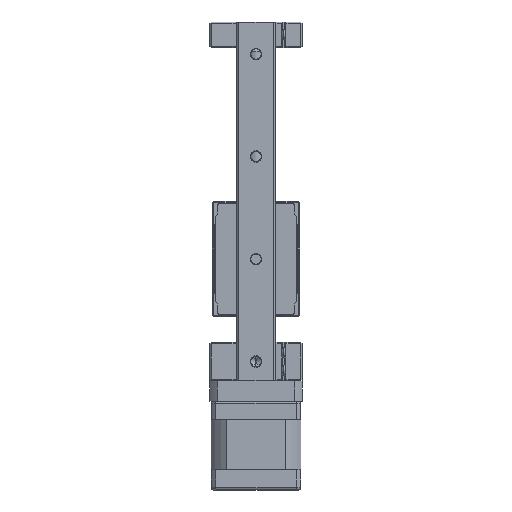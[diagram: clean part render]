
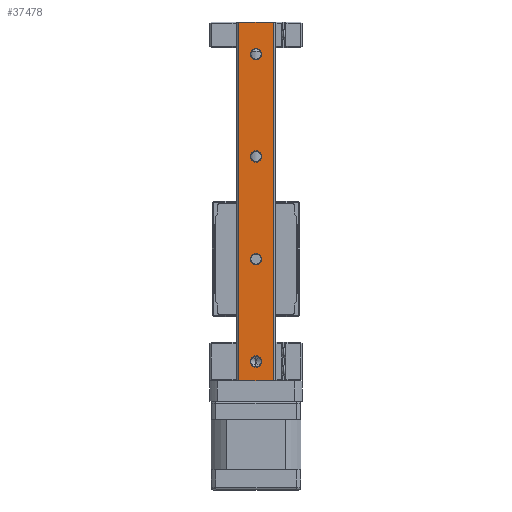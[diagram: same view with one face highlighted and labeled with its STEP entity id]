
A CAD part, front view. The second image highlights one B-rep face of the part: STEP entity #37478.
In plain terms, the highlighted planar face has unit normal (0, -1, 0).
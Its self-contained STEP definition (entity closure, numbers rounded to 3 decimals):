
#7 = VERTEX_POINT ( 'NONE', #40191 ) ;
#524 = EDGE_CURVE ( 'NONE', #27074, #37490, #2467, .T. ) ;
#704 = ORIENTED_EDGE ( 'NONE', *, *, #27995, .T. ) ;
#705 = ORIENTED_EDGE ( 'NONE', *, *, #22913, .T. ) ;
#891 = VERTEX_POINT ( 'NONE', #41208 ) ;
#921 = DIRECTION ( 'NONE',  ( 1., 0., 0. ) ) ;
#1814 = EDGE_CURVE ( 'NONE', #52878, #891, #25677, .T. ) ;
#2467 = CIRCLE ( 'NONE', #27776, 2.25 ) ;
#3607 = ORIENTED_EDGE ( 'NONE', *, *, #12659, .T. ) ;
#4541 = EDGE_LOOP ( 'NONE', ( #23849, #53860 ) ) ;
#5711 = VERTEX_POINT ( 'NONE', #8401 ) ;
#6246 = EDGE_CURVE ( 'NONE', #15315, #891, #20678, .T. ) ;
#6742 = VECTOR ( 'NONE', #30296, 1000. ) ;
#6897 = CARTESIAN_POINT ( 'NONE',  ( 1.082, -17.885, 36. ) ) ;
#7418 = CIRCLE ( 'NONE', #50060, 2.25 ) ;
#8013 = ORIENTED_EDGE ( 'NONE', *, *, #22755, .F. ) ;
#8401 = CARTESIAN_POINT ( 'NONE',  ( 3.332, -17.885, 116. ) ) ;
#9489 = CARTESIAN_POINT ( 'NONE',  ( 1.082, -17.885, 116. ) ) ;
#9647 = CARTESIAN_POINT ( 'NONE',  ( 3.332, -17.885, 76. ) ) ;
#9887 = DIRECTION ( 'NONE',  ( 0., 1., 0. ) ) ;
#9964 = EDGE_LOOP ( 'NONE', ( #18157, #705 ) ) ;
#10812 = CARTESIAN_POINT ( 'NONE',  ( 1.082, -17.885, 76. ) ) ;
#11516 = CIRCLE ( 'NONE', #33070, 2.25 ) ;
#11520 = FACE_OUTER_BOUND ( 'NONE', #30742, .T. ) ;
#11576 = CARTESIAN_POINT ( 'NONE',  ( 1.082, -17.885, 156. ) ) ;
#11607 = DIRECTION ( 'NONE',  ( 1., 0., 0. ) ) ;
#11979 = VERTEX_POINT ( 'NONE', #36899 ) ;
#12659 = EDGE_CURVE ( 'NONE', #20293, #7, #58018, .T. ) ;
#12957 = FACE_BOUND ( 'NONE', #9964, .T. ) ;
#13449 = CARTESIAN_POINT ( 'NONE',  ( -5.618, -17.885, 168.5 ) ) ;
#14180 = DIRECTION ( 'NONE',  ( 1., 0., 0. ) ) ;
#15315 = VERTEX_POINT ( 'NONE', #44253 ) ;
#15432 = VERTEX_POINT ( 'NONE', #40379 ) ;
#15497 = DIRECTION ( 'NONE',  ( 1., 0., 0. ) ) ;
#15856 = CARTESIAN_POINT ( 'NONE',  ( -1.168, -17.885, 116. ) ) ;
#16249 = DIRECTION ( 'NONE',  ( 1., 0., 0. ) ) ;
#16704 = DIRECTION ( 'NONE',  ( -1., 0., 0. ) ) ;
#17375 = DIRECTION ( 'NONE',  ( 0., -1., 0. ) ) ;
#17600 = AXIS2_PLACEMENT_3D ( 'NONE', #6897, #39485, #11607 ) ;
#18117 = AXIS2_PLACEMENT_3D ( 'NONE', #37754, #9887, #42434 ) ;
#18157 = ORIENTED_EDGE ( 'NONE', *, *, #49104, .T. ) ;
#18299 = AXIS2_PLACEMENT_3D ( 'NONE', #59018, #17375, #49889 ) ;
#18801 = LINE ( 'NONE', #51745, #43533 ) ;
#19332 = ORIENTED_EDGE ( 'NONE', *, *, #49282, .T. ) ;
#20196 = CARTESIAN_POINT ( 'NONE',  ( 1.082, -17.885, 36. ) ) ;
#20293 = VERTEX_POINT ( 'NONE', #9647 ) ;
#20678 = LINE ( 'NONE', #53667, #56300 ) ;
#20784 = CARTESIAN_POINT ( 'NONE',  ( -5.618, -17.885, 168.5 ) ) ;
#22338 = CARTESIAN_POINT ( 'NONE',  ( 1.082, -17.885, 76. ) ) ;
#22604 = CARTESIAN_POINT ( 'NONE',  ( 3.332, -17.885, 36. ) ) ;
#22755 = EDGE_CURVE ( 'NONE', #15432, #15315, #18801, .T. ) ;
#22913 = EDGE_CURVE ( 'NONE', #38274, #11979, #11516, .T. ) ;
#22917 = AXIS2_PLACEMENT_3D ( 'NONE', #10812, #43337, #15497 ) ;
#23849 = ORIENTED_EDGE ( 'NONE', *, *, #33581, .T. ) ;
#23885 = DIRECTION ( 'NONE',  ( 0., 0., -1. ) ) ;
#24280 = CIRCLE ( 'NONE', #18117, 2.25 ) ;
#24911 = DIRECTION ( 'NONE',  ( 1., 0., 0. ) ) ;
#25677 = LINE ( 'NONE', #33381, #59823 ) ;
#26732 = AXIS2_PLACEMENT_3D ( 'NONE', #9489, #42004, #14180 ) ;
#27008 = DIRECTION ( 'NONE',  ( 1., 0., 0. ) ) ;
#27074 = VERTEX_POINT ( 'NONE', #55005 ) ;
#27776 = AXIS2_PLACEMENT_3D ( 'NONE', #11576, #44091, #16249 ) ;
#27995 = EDGE_CURVE ( 'NONE', #15432, #52878, #57660, .T. ) ;
#28766 = DIRECTION ( 'NONE',  ( 0., 1., 0. ) ) ;
#30296 = DIRECTION ( 'NONE',  ( -1., 0., 0. ) ) ;
#30742 = EDGE_LOOP ( 'NONE', ( #41879, #8013, #704, #57695 ) ) ;
#32780 = EDGE_CURVE ( 'NONE', #53205, #5711, #24280, .T. ) ;
#33070 = AXIS2_PLACEMENT_3D ( 'NONE', #20196, #52730, #24911 ) ;
#33381 = CARTESIAN_POINT ( 'NONE',  ( -5.618, -17.885, 168.5 ) ) ;
#33581 = EDGE_CURVE ( 'NONE', #37490, #27074, #7418, .T. ) ;
#35902 = PLANE ( 'NONE',  #18299 ) ;
#36095 = CARTESIAN_POINT ( 'NONE',  ( -1.168, -17.885, 156. ) ) ;
#36249 = FACE_BOUND ( 'NONE', #4541, .T. ) ;
#36899 = CARTESIAN_POINT ( 'NONE',  ( -1.168, -17.885, 36. ) ) ;
#37478 = ADVANCED_FACE ( 'NONE', ( #59469, #12957, #11520, #48598, #36249 ), #35902, .T. ) ;
#37490 = VERTEX_POINT ( 'NONE', #36095 ) ;
#37754 = CARTESIAN_POINT ( 'NONE',  ( 1.082, -17.885, 116. ) ) ;
#38118 = DIRECTION ( 'NONE',  ( 0., 0., -1. ) ) ;
#38274 = VERTEX_POINT ( 'NONE', #22604 ) ;
#38868 = CIRCLE ( 'NONE', #17600, 2.25 ) ;
#39485 = DIRECTION ( 'NONE',  ( 0., 1., 0. ) ) ;
#40191 = CARTESIAN_POINT ( 'NONE',  ( -1.168, -17.885, 76. ) ) ;
#40379 = CARTESIAN_POINT ( 'NONE',  ( 7.782, -17.885, 168.5 ) ) ;
#40978 = CIRCLE ( 'NONE', #58073, 2.25 ) ;
#41208 = CARTESIAN_POINT ( 'NONE',  ( -5.618, -17.885, 28.5 ) ) ;
#41879 = ORIENTED_EDGE ( 'NONE', *, *, #6246, .F. ) ;
#42004 = DIRECTION ( 'NONE',  ( 0., 1., 0. ) ) ;
#42434 = DIRECTION ( 'NONE',  ( 1., 0., 0. ) ) ;
#43337 = DIRECTION ( 'NONE',  ( 0., 1., 0. ) ) ;
#43533 = VECTOR ( 'NONE', #23885, 1000. ) ;
#44091 = DIRECTION ( 'NONE',  ( 0., 1., 0. ) ) ;
#44176 = ORIENTED_EDGE ( 'NONE', *, *, #44451, .T. ) ;
#44253 = CARTESIAN_POINT ( 'NONE',  ( 7.782, -17.885, 28.5 ) ) ;
#44451 = EDGE_CURVE ( 'NONE', #5711, #53205, #56171, .T. ) ;
#48598 = FACE_BOUND ( 'NONE', #58223, .T. ) ;
#49104 = EDGE_CURVE ( 'NONE', #11979, #38274, #38868, .T. ) ;
#49282 = EDGE_CURVE ( 'NONE', #7, #20293, #40978, .T. ) ;
#49889 = DIRECTION ( 'NONE',  ( -1., 0., 0. ) ) ;
#50060 = AXIS2_PLACEMENT_3D ( 'NONE', #56598, #28766, #921 ) ;
#51745 = CARTESIAN_POINT ( 'NONE',  ( 7.782, -17.885, 168.5 ) ) ;
#52542 = ORIENTED_EDGE ( 'NONE', *, *, #32780, .T. ) ;
#52730 = DIRECTION ( 'NONE',  ( 0., 1., 0. ) ) ;
#52878 = VERTEX_POINT ( 'NONE', #13449 ) ;
#53205 = VERTEX_POINT ( 'NONE', #15856 ) ;
#53667 = CARTESIAN_POINT ( 'NONE',  ( -5.618, -17.885, 28.5 ) ) ;
#53808 = EDGE_LOOP ( 'NONE', ( #19332, #3607 ) ) ;
#53860 = ORIENTED_EDGE ( 'NONE', *, *, #524, .T. ) ;
#54835 = DIRECTION ( 'NONE',  ( 0., 1., 0. ) ) ;
#55005 = CARTESIAN_POINT ( 'NONE',  ( 3.332, -17.885, 156. ) ) ;
#56171 = CIRCLE ( 'NONE', #26732, 2.25 ) ;
#56300 = VECTOR ( 'NONE', #16704, 1000. ) ;
#56598 = CARTESIAN_POINT ( 'NONE',  ( 1.082, -17.885, 156. ) ) ;
#57660 = LINE ( 'NONE', #20784, #6742 ) ;
#57695 = ORIENTED_EDGE ( 'NONE', *, *, #1814, .T. ) ;
#58018 = CIRCLE ( 'NONE', #22917, 2.25 ) ;
#58073 = AXIS2_PLACEMENT_3D ( 'NONE', #22338, #54835, #27008 ) ;
#58223 = EDGE_LOOP ( 'NONE', ( #52542, #44176 ) ) ;
#59018 = CARTESIAN_POINT ( 'NONE',  ( -5.618, -17.885, 168.5 ) ) ;
#59469 = FACE_BOUND ( 'NONE', #53808, .T. ) ;
#59823 = VECTOR ( 'NONE', #38118, 1000. ) ;
